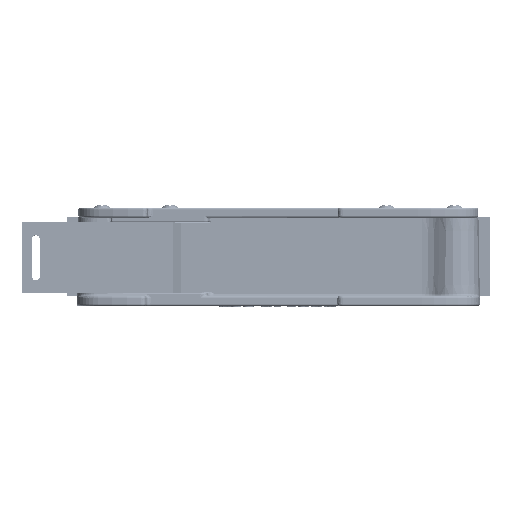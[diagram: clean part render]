
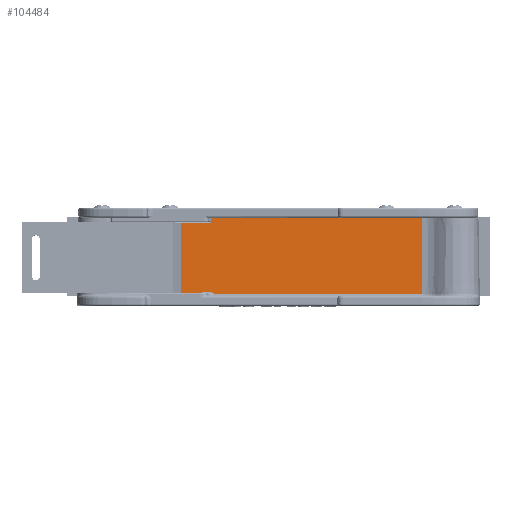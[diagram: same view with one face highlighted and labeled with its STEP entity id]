
A CAD part, front view. The second image highlights one B-rep face of the part: STEP entity #104484.
In plain terms, the highlighted planar face has unit normal (0, -1, 0.018).
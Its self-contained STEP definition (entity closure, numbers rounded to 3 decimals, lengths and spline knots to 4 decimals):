
#3622=PLANE('',#110650);
#7792=FACE_OUTER_BOUND('',#13274,.T.);
#13274=EDGE_LOOP('',(#75392,#75393,#75394,#75395,#75396,#75397,#75398,#75399,
#75400,#75401,#75402,#75403,#75404));
#22173=B_SPLINE_CURVE_WITH_KNOTS('',3,(#158671,#158672,#158673,#158674,
#158675,#158676,#158677,#158678,#158679,#158680),.UNSPECIFIED.,.F.,.F.,
(4,2,2,2,4),(-0.0003,0.,0.0197,0.0365,
0.0499),.UNSPECIFIED.);
#22174=B_SPLINE_CURVE_WITH_KNOTS('',3,(#158690,#158691,#158692,#158693,
#158694,#158695),.UNSPECIFIED.,.F.,.F.,(4,2,4),(-0.117,0.,0.0004),
 .UNSPECIFIED.);
#22175=B_SPLINE_CURVE_WITH_KNOTS('',3,(#158699,#158700,#158701,#158702,
#158703,#158704),.UNSPECIFIED.,.F.,.F.,(4,2,4),(-0.144,-0.1435,
0.),.UNSPECIFIED.);
#24022=LINE('',#156489,#34848);
#24024=LINE('',#156592,#34850);
#24149=LINE('',#157323,#34975);
#24407=LINE('',#158667,#35233);
#24409=LINE('',#158682,#35235);
#24410=LINE('',#158684,#35236);
#24411=LINE('',#158686,#35237);
#24412=LINE('',#158688,#35238);
#24413=LINE('',#158697,#35239);
#24414=LINE('',#158705,#35240);
#34848=VECTOR('',#118863,0.3937);
#34850=VECTOR('',#118885,0.3937);
#34975=VECTOR('',#119386,0.3937);
#35233=VECTOR('',#120236,0.3937);
#35235=VECTOR('',#120240,0.3937);
#35236=VECTOR('',#120241,0.3937);
#35237=VECTOR('',#120242,0.3937);
#35238=VECTOR('',#120243,0.3937);
#35239=VECTOR('',#120244,0.3937);
#35240=VECTOR('',#120245,0.3937);
#45855=VERTEX_POINT('',#156479);
#45857=VERTEX_POINT('',#156485);
#45865=VERTEX_POINT('',#156590);
#46118=VERTEX_POINT('',#157322);
#46334=VERTEX_POINT('',#158664);
#46336=VERTEX_POINT('',#158670);
#46337=VERTEX_POINT('',#158681);
#46338=VERTEX_POINT('',#158683);
#46339=VERTEX_POINT('',#158685);
#46340=VERTEX_POINT('',#158687);
#46341=VERTEX_POINT('',#158689);
#46342=VERTEX_POINT('',#158696);
#46343=VERTEX_POINT('',#158698);
#57690=EDGE_CURVE('',#45855,#45857,#24022,.T.);
#57703=EDGE_CURVE('',#45855,#45865,#24024,.T.);
#58001=EDGE_CURVE('',#46118,#45865,#24149,.T.);
#58422=EDGE_CURVE('',#46118,#46334,#24407,.T.);
#58424=EDGE_CURVE('',#46336,#46334,#22173,.T.);
#58425=EDGE_CURVE('',#46337,#46336,#24409,.T.);
#58426=EDGE_CURVE('',#46337,#46338,#24410,.T.);
#58427=EDGE_CURVE('',#46339,#46338,#24411,.T.);
#58428=EDGE_CURVE('',#46340,#46339,#24412,.T.);
#58429=EDGE_CURVE('',#46341,#46340,#22174,.T.);
#58430=EDGE_CURVE('',#46342,#46341,#24413,.T.);
#58431=EDGE_CURVE('',#46343,#46342,#22175,.T.);
#58432=EDGE_CURVE('',#46343,#45857,#24414,.T.);
#75392=ORIENTED_EDGE('',*,*,#57690,.F.);
#75393=ORIENTED_EDGE('',*,*,#57703,.T.);
#75394=ORIENTED_EDGE('',*,*,#58001,.F.);
#75395=ORIENTED_EDGE('',*,*,#58422,.T.);
#75396=ORIENTED_EDGE('',*,*,#58424,.F.);
#75397=ORIENTED_EDGE('',*,*,#58425,.F.);
#75398=ORIENTED_EDGE('',*,*,#58426,.T.);
#75399=ORIENTED_EDGE('',*,*,#58427,.F.);
#75400=ORIENTED_EDGE('',*,*,#58428,.F.);
#75401=ORIENTED_EDGE('',*,*,#58429,.F.);
#75402=ORIENTED_EDGE('',*,*,#58430,.F.);
#75403=ORIENTED_EDGE('',*,*,#58431,.F.);
#75404=ORIENTED_EDGE('',*,*,#58432,.T.);
#104484=ADVANCED_FACE('',(#7792),#3622,.T.);
#110650=AXIS2_PLACEMENT_3D('',#158669,#120238,#120239);
#118863=DIRECTION('',(-1.,0.,0.));
#118885=DIRECTION('',(0.,0.017,1.));
#119386=DIRECTION('',(1.,0.,0.));
#120236=DIRECTION('',(-0.035,-0.017,-0.999));
#120238=DIRECTION('center_axis',(0.,-1.,
0.017));
#120239=DIRECTION('ref_axis',(1.,0.,0.));
#120240=DIRECTION('',(1.,0.,0.));
#120241=DIRECTION('',(0.,-0.017,-1.));
#120242=DIRECTION('',(-1.,0.,0.));
#120243=DIRECTION('',(0.,-0.017,-1.));
#120244=DIRECTION('',(-1.,0.,0.));
#120245=DIRECTION('',(0.,-0.017,-1.));
#156479=CARTESIAN_POINT('',(1.625,-2.0297,0.0197));
#156485=CARTESIAN_POINT('',(-0.4351,-2.0297,0.0197));
#156489=CARTESIAN_POINT('',(-0.3056,-2.0297,0.0197));
#156590=CARTESIAN_POINT('',(1.625,-2.0164,0.7776));
#156592=CARTESIAN_POINT('',(1.625,-2.03,0.));
#157322=CARTESIAN_POINT('',(-0.4673,-2.0164,0.7776));
#157323=CARTESIAN_POINT('',(-0.3158,-2.0164,0.7776));
#158664=CARTESIAN_POINT('',(-0.4687,-2.0171,0.7395));
#158667=CARTESIAN_POINT('',(-0.4813,-2.0234,0.3778));
#158669=CARTESIAN_POINT('Origin',(-1.012,-2.03,0.));
#158670=CARTESIAN_POINT('',(-0.4793,-2.0174,0.7226));
#158671=CARTESIAN_POINT('Ctrl Pts',(-0.4793,-2.0174,
0.7226));
#158672=CARTESIAN_POINT('Ctrl Pts',(-0.4792,-2.0174,
0.7226));
#158673=CARTESIAN_POINT('Ctrl Pts',(-0.4792,-2.0174,
0.7226));
#158674=CARTESIAN_POINT('Ctrl Pts',(-0.4773,-2.0174,
0.7244));
#158675=CARTESIAN_POINT('Ctrl Pts',(-0.4754,-2.0173,
0.7262));
#158676=CARTESIAN_POINT('Ctrl Pts',(-0.4723,-2.0173,
0.7299));
#158677=CARTESIAN_POINT('Ctrl Pts',(-0.4708,-2.0172,
0.7319));
#158678=CARTESIAN_POINT('Ctrl Pts',(-0.4691,-2.0171,
0.7362));
#158679=CARTESIAN_POINT('Ctrl Pts',(-0.4687,-2.0171,
0.738));
#158680=CARTESIAN_POINT('Ctrl Pts',(-0.4687,-2.0171,
0.7395));
#158681=CARTESIAN_POINT('',(-1.412,-2.0174,0.7226));
#158682=CARTESIAN_POINT('',(-0.7115,-2.0174,0.7226));
#158683=CARTESIAN_POINT('',(-1.412,-2.0307,-0.0402));
#158684=CARTESIAN_POINT('',(-1.412,-2.03,0.));
#158685=CARTESIAN_POINT('',(-0.58,-2.0307,-0.0402));
#158686=CARTESIAN_POINT('',(-1.204,-2.0307,-0.0402));
#158687=CARTESIAN_POINT('',(-0.58,-2.0296,0.0202));
#158688=CARTESIAN_POINT('',(-0.58,-2.03,0.));
#158689=CARTESIAN_POINT('',(-0.5389,-2.0293,0.0398));
#158690=CARTESIAN_POINT('Ctrl Pts',(-0.5389,-2.0293,
0.0398));
#158691=CARTESIAN_POINT('Ctrl Pts',(-0.5542,-2.0293,
0.0398));
#158692=CARTESIAN_POINT('Ctrl Pts',(-0.5678,-2.0295,
0.0297));
#158693=CARTESIAN_POINT('Ctrl Pts',(-0.5799,-2.0296,
0.0202));
#158694=CARTESIAN_POINT('Ctrl Pts',(-0.58,-2.0296,
0.0202));
#158695=CARTESIAN_POINT('Ctrl Pts',(-0.58,-2.0296,
0.0202));
#158696=CARTESIAN_POINT('',(-0.4877,-2.0293,0.0398));
#158697=CARTESIAN_POINT('',(-1.1856,-2.0293,0.0398));
#158698=CARTESIAN_POINT('',(-0.4351,-2.0296,0.0202));
#158699=CARTESIAN_POINT('Ctrl Pts',(-0.4351,-2.0296,
0.0202));
#158700=CARTESIAN_POINT('Ctrl Pts',(-0.4351,-2.0296,
0.0202));
#158701=CARTESIAN_POINT('Ctrl Pts',(-0.4352,-2.0296,
0.0202));
#158702=CARTESIAN_POINT('Ctrl Pts',(-0.4515,-2.0295,
0.0295));
#158703=CARTESIAN_POINT('Ctrl Pts',(-0.4689,-2.0293,
0.0398));
#158704=CARTESIAN_POINT('Ctrl Pts',(-0.4877,-2.0293,
0.0398));
#158705=CARTESIAN_POINT('',(-0.4351,-2.03,0.));
